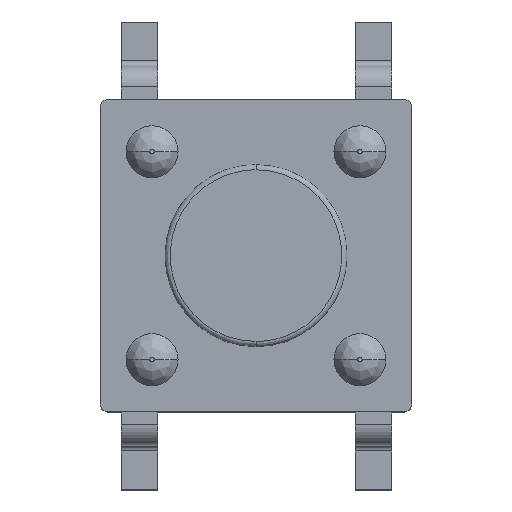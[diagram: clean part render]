
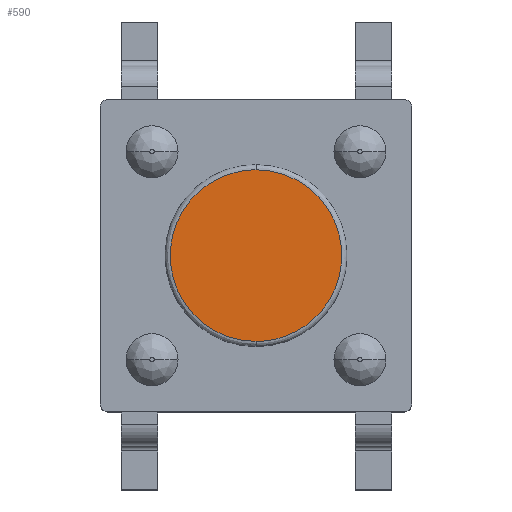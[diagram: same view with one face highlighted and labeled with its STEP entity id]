
A CAD part, top view. The second image highlights one B-rep face of the part: STEP entity #590.
In plain terms, the highlighted planar face has unit normal (0, 0, 1).
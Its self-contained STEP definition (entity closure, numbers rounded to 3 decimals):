
#44 = ( BOUNDED_SURFACE() B_SPLINE_SURFACE(3,3,(
    (#45,#46,#47,#48)
    ,(#49,#50,#51,#52)
    ,(#53,#54,#55,#56)
    ,(#57,#58,#59,#60
)),.UNSPECIFIED.,.F.,.F.,.F.) B_SPLINE_SURFACE_WITH_KNOTS((4,4),(4,4),(
    0.,1.),(0.,1.),.PIECEWISE_BEZIER_KNOTS.) 
GEOMETRIC_REPRESENTATION_ITEM() RATIONAL_B_SPLINE_SURFACE((
    (1.,0.333,0.333,1.)
    ,(0.805,0.268,0.268,0.805)
    ,(0.805,0.268,0.268,0.805)
,(1.,0.333,0.333,1.
))) REPRESENTATION_ITEM('') SURFACE() );
#45 = CARTESIAN_POINT('',(0.,1.75,4.2));
#46 = CARTESIAN_POINT('',(3.5,1.75,4.2));
#47 = CARTESIAN_POINT('',(3.5,-1.75,4.2));
#48 = CARTESIAN_POINT('',(0.,-1.75,4.2));
#49 = CARTESIAN_POINT('',(0.,1.75,4.259));
#50 = CARTESIAN_POINT('',(3.5,1.75,4.259));
#51 = CARTESIAN_POINT('',(3.5,-1.75,4.259));
#52 = CARTESIAN_POINT('',(0.,-1.75,4.259));
#53 = CARTESIAN_POINT('',(0.,1.709,4.3));
#54 = CARTESIAN_POINT('',(3.417,1.709,4.3));
#55 = CARTESIAN_POINT('',(3.417,-1.709,4.3));
#56 = CARTESIAN_POINT('',(0.,-1.709,4.3));
#57 = CARTESIAN_POINT('',(0.,1.65,4.3));
#58 = CARTESIAN_POINT('',(3.3,1.65,4.3));
#59 = CARTESIAN_POINT('',(3.3,-1.65,4.3));
#60 = CARTESIAN_POINT('',(0.,-1.65,4.3));
#125 = VERTEX_POINT('',#126);
#126 = CARTESIAN_POINT('',(0.,1.65,4.3));
#163 = ( BOUNDED_SURFACE() B_SPLINE_SURFACE(3,3,(
    (#164,#165,#166,#167)
    ,(#168,#169,#170,#171)
    ,(#172,#173,#174,#175)
    ,(#176,#177,#178,#179
)),.UNSPECIFIED.,.F.,.F.,.F.) B_SPLINE_SURFACE_WITH_KNOTS((4,4),(4,4),(
    0.,1.),(0.,1.),.PIECEWISE_BEZIER_KNOTS.) 
GEOMETRIC_REPRESENTATION_ITEM() RATIONAL_B_SPLINE_SURFACE((
    (1.,0.333,0.333,1.)
    ,(0.805,0.268,0.268,0.805)
    ,(0.805,0.268,0.268,0.805)
,(1.,0.333,0.333,1.
))) REPRESENTATION_ITEM('') SURFACE() );
#164 = CARTESIAN_POINT('',(0.,-1.75,4.2));
#165 = CARTESIAN_POINT('',(-3.5,-1.75,4.2));
#166 = CARTESIAN_POINT('',(-3.5,1.75,4.2));
#167 = CARTESIAN_POINT('',(0.,1.75,4.2));
#168 = CARTESIAN_POINT('',(0.,-1.75,4.259));
#169 = CARTESIAN_POINT('',(-3.5,-1.75,4.259));
#170 = CARTESIAN_POINT('',(-3.5,1.75,4.259));
#171 = CARTESIAN_POINT('',(0.,1.75,4.259));
#172 = CARTESIAN_POINT('',(0.,-1.709,4.3));
#173 = CARTESIAN_POINT('',(-3.417,-1.709,4.3));
#174 = CARTESIAN_POINT('',(-3.417,1.709,4.3));
#175 = CARTESIAN_POINT('',(0.,1.709,4.3));
#176 = CARTESIAN_POINT('',(0.,-1.65,4.3));
#177 = CARTESIAN_POINT('',(-3.3,-1.65,4.3));
#178 = CARTESIAN_POINT('',(-3.3,1.65,4.3));
#179 = CARTESIAN_POINT('',(0.,1.65,4.3));
#209 = EDGE_CURVE('',#125,#210,#212,.T.);
#210 = VERTEX_POINT('',#211);
#211 = CARTESIAN_POINT('',(0.,-1.65,4.3));
#212 = SURFACE_CURVE('',#213,(#218,#225),.PCURVE_S1.);
#213 = ( BOUNDED_CURVE() B_SPLINE_CURVE(3,(#214,#215,#216,#217),
.UNSPECIFIED.,.F.,.F.) B_SPLINE_CURVE_WITH_KNOTS((4,4),(0.,1.),
.PIECEWISE_BEZIER_KNOTS.) CURVE() GEOMETRIC_REPRESENTATION_ITEM() 
RATIONAL_B_SPLINE_CURVE((1.,0.333,0.333,1.)) 
REPRESENTATION_ITEM('') );
#214 = CARTESIAN_POINT('',(0.,1.65,4.3));
#215 = CARTESIAN_POINT('',(3.3,1.65,4.3));
#216 = CARTESIAN_POINT('',(3.3,-1.65,4.3));
#217 = CARTESIAN_POINT('',(0.,-1.65,4.3));
#218 = PCURVE('',#44,#219);
#219 = DEFINITIONAL_REPRESENTATION('',(#220),#224);
#220 = LINE('',#221,#222);
#221 = CARTESIAN_POINT('',(1.,0.));
#222 = VECTOR('',#223,1.);
#223 = DIRECTION('',(0.,1.));
#224 = ( GEOMETRIC_REPRESENTATION_CONTEXT(2) 
PARAMETRIC_REPRESENTATION_CONTEXT() REPRESENTATION_CONTEXT('2D SPACE',''
  ) );
#225 = PCURVE('',#226,#231);
#226 = PLANE('',#227);
#227 = AXIS2_PLACEMENT_3D('',#228,#229,#230);
#228 = CARTESIAN_POINT('',(0.,0.,4.3));
#229 = DIRECTION('',(0.,0.,1.));
#230 = DIRECTION('',(0.,1.,0.));
#231 = DEFINITIONAL_REPRESENTATION('',(#232),#237);
#232 = ( BOUNDED_CURVE() B_SPLINE_CURVE(3,(#233,#234,#235,#236),
.UNSPECIFIED.,.F.,.F.) B_SPLINE_CURVE_WITH_KNOTS((4,4),(0.,1.),
.PIECEWISE_BEZIER_KNOTS.) CURVE() GEOMETRIC_REPRESENTATION_ITEM() 
RATIONAL_B_SPLINE_CURVE((1.,0.333,0.333,1.)) 
REPRESENTATION_ITEM('') );
#233 = CARTESIAN_POINT('',(1.65,0.));
#234 = CARTESIAN_POINT('',(1.65,-3.3));
#235 = CARTESIAN_POINT('',(-1.65,-3.3));
#236 = CARTESIAN_POINT('',(-1.65,0.));
#237 = ( GEOMETRIC_REPRESENTATION_CONTEXT(2) 
PARAMETRIC_REPRESENTATION_CONTEXT() REPRESENTATION_CONTEXT('2D SPACE',''
  ) );
#568 = EDGE_CURVE('',#210,#125,#569,.T.);
#569 = SURFACE_CURVE('',#570,(#575,#582),.PCURVE_S1.);
#570 = ( BOUNDED_CURVE() B_SPLINE_CURVE(3,(#571,#572,#573,#574),
.UNSPECIFIED.,.F.,.F.) B_SPLINE_CURVE_WITH_KNOTS((4,4),(0.,1.),
.PIECEWISE_BEZIER_KNOTS.) CURVE() GEOMETRIC_REPRESENTATION_ITEM() 
RATIONAL_B_SPLINE_CURVE((1.,0.333,0.333,1.)) 
REPRESENTATION_ITEM('') );
#571 = CARTESIAN_POINT('',(0.,-1.65,4.3));
#572 = CARTESIAN_POINT('',(-3.3,-1.65,4.3));
#573 = CARTESIAN_POINT('',(-3.3,1.65,4.3));
#574 = CARTESIAN_POINT('',(0.,1.65,4.3));
#575 = PCURVE('',#163,#576);
#576 = DEFINITIONAL_REPRESENTATION('',(#577),#581);
#577 = LINE('',#578,#579);
#578 = CARTESIAN_POINT('',(1.,0.));
#579 = VECTOR('',#580,1.);
#580 = DIRECTION('',(0.,1.));
#581 = ( GEOMETRIC_REPRESENTATION_CONTEXT(2) 
PARAMETRIC_REPRESENTATION_CONTEXT() REPRESENTATION_CONTEXT('2D SPACE',''
  ) );
#582 = PCURVE('',#226,#583);
#583 = DEFINITIONAL_REPRESENTATION('',(#584),#589);
#584 = ( BOUNDED_CURVE() B_SPLINE_CURVE(3,(#585,#586,#587,#588),
.UNSPECIFIED.,.F.,.F.) B_SPLINE_CURVE_WITH_KNOTS((4,4),(0.,1.),
.PIECEWISE_BEZIER_KNOTS.) CURVE() GEOMETRIC_REPRESENTATION_ITEM() 
RATIONAL_B_SPLINE_CURVE((1.,0.333,0.333,1.)) 
REPRESENTATION_ITEM('') );
#585 = CARTESIAN_POINT('',(-1.65,0.));
#586 = CARTESIAN_POINT('',(-1.65,3.3));
#587 = CARTESIAN_POINT('',(1.65,3.3));
#588 = CARTESIAN_POINT('',(1.65,0.));
#589 = ( GEOMETRIC_REPRESENTATION_CONTEXT(2) 
PARAMETRIC_REPRESENTATION_CONTEXT() REPRESENTATION_CONTEXT('2D SPACE',''
  ) );
#590 = ADVANCED_FACE('',(#591),#226,.T.);
#591 = FACE_BOUND('',#592,.T.);
#592 = EDGE_LOOP('',(#593,#594));
#593 = ORIENTED_EDGE('',*,*,#209,.F.);
#594 = ORIENTED_EDGE('',*,*,#568,.F.);
